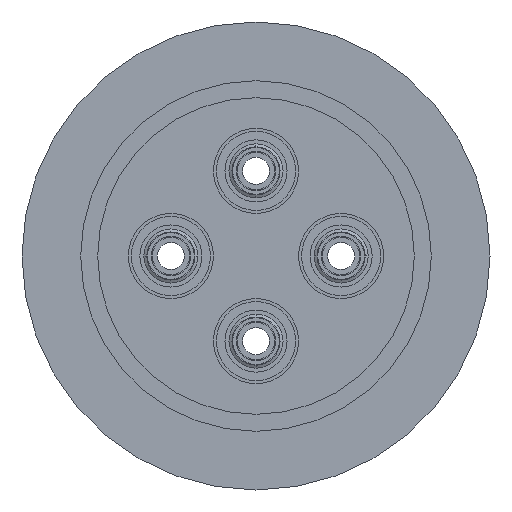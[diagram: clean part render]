
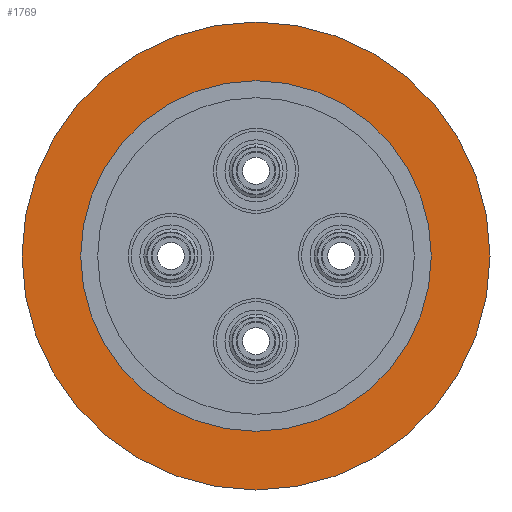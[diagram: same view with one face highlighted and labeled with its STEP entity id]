
A CAD part, left-side view. The second image highlights one B-rep face of the part: STEP entity #1769.
In plain terms, the highlighted planar face has unit normal (-1, 0, 0).
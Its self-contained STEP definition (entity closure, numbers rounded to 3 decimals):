
#11 = CARTESIAN_POINT ( 'NONE',  ( 0., 0., 0. ) ) ;
#25 = EDGE_LOOP ( 'NONE', ( #1112, #498 ) ) ;
#31 = ORIENTED_EDGE ( 'NONE', *, *, #266, .F. ) ;
#61 = DIRECTION ( 'NONE',  ( -1., 0., 0. ) ) ;
#138 = CIRCLE ( 'NONE', #800, 27.5 ) ;
#148 = FACE_OUTER_BOUND ( 'NONE', #25, .T. ) ;
#189 = CIRCLE ( 'NONE', #718, 20.6 ) ;
#198 = DIRECTION ( 'NONE',  ( 0., 0., -1. ) ) ;
#266 = EDGE_CURVE ( 'NONE', #1515, #1884, #189, .T. ) ;
#394 = DIRECTION ( 'NONE',  ( 1., 0., 0. ) ) ;
#498 = ORIENTED_EDGE ( 'NONE', *, *, #931, .T. ) ;
#518 = DIRECTION ( 'NONE',  ( 0., 0., 1. ) ) ;
#648 = DIRECTION ( 'NONE',  ( 0., 0., 1. ) ) ;
#710 = AXIS2_PLACEMENT_3D ( 'NONE', #1775, #394, #198 ) ;
#718 = AXIS2_PLACEMENT_3D ( 'NONE', #11, #1363, #852 ) ;
#800 = AXIS2_PLACEMENT_3D ( 'NONE', #1587, #1196, #648 ) ;
#852 = DIRECTION ( 'NONE',  ( 0., 0., 1. ) ) ;
#853 = EDGE_LOOP ( 'NONE', ( #31, #1789 ) ) ;
#867 = CARTESIAN_POINT ( 'NONE',  ( 0., 0., 0. ) ) ;
#931 = EDGE_CURVE ( 'NONE', #2079, #2131, #138, .T. ) ;
#993 = EDGE_CURVE ( 'NONE', #1884, #1515, #1006, .T. ) ;
#1006 = CIRCLE ( 'NONE', #1362, 20.6 ) ;
#1112 = ORIENTED_EDGE ( 'NONE', *, *, #1227, .T. ) ;
#1196 = DIRECTION ( 'NONE',  ( -1., 0., 0. ) ) ;
#1221 = CARTESIAN_POINT ( 'NONE',  ( 0., 0., 27.5 ) ) ;
#1227 = EDGE_CURVE ( 'NONE', #2131, #2079, #1777, .T. ) ;
#1297 = FACE_BOUND ( 'NONE', #853, .T. ) ;
#1332 = AXIS2_PLACEMENT_3D ( 'NONE', #867, #61, #518 ) ;
#1362 = AXIS2_PLACEMENT_3D ( 'NONE', #1763, #1572, #1928 ) ;
#1363 = DIRECTION ( 'NONE',  ( -1., 0., 0. ) ) ;
#1515 = VERTEX_POINT ( 'NONE', #1658 ) ;
#1572 = DIRECTION ( 'NONE',  ( -1., 0., 0. ) ) ;
#1587 = CARTESIAN_POINT ( 'NONE',  ( 0., 0., 0. ) ) ;
#1658 = CARTESIAN_POINT ( 'NONE',  ( 0., 0., 20.6 ) ) ;
#1763 = CARTESIAN_POINT ( 'NONE',  ( 0., 0., 0. ) ) ;
#1769 = ADVANCED_FACE ( 'NONE', ( #1297, #148 ), #1892, .F. ) ;
#1775 = CARTESIAN_POINT ( 'NONE',  ( 0., 0., -27.5 ) ) ;
#1777 = CIRCLE ( 'NONE', #1332, 27.5 ) ;
#1789 = ORIENTED_EDGE ( 'NONE', *, *, #993, .F. ) ;
#1858 = CARTESIAN_POINT ( 'NONE',  ( 0., 0., -27.5 ) ) ;
#1884 = VERTEX_POINT ( 'NONE', #2121 ) ;
#1892 = PLANE ( 'NONE',  #710 ) ;
#1928 = DIRECTION ( 'NONE',  ( 0., 0., 1. ) ) ;
#2079 = VERTEX_POINT ( 'NONE', #1858 ) ;
#2121 = CARTESIAN_POINT ( 'NONE',  ( 0., 0., -20.6 ) ) ;
#2131 = VERTEX_POINT ( 'NONE', #1221 ) ;
